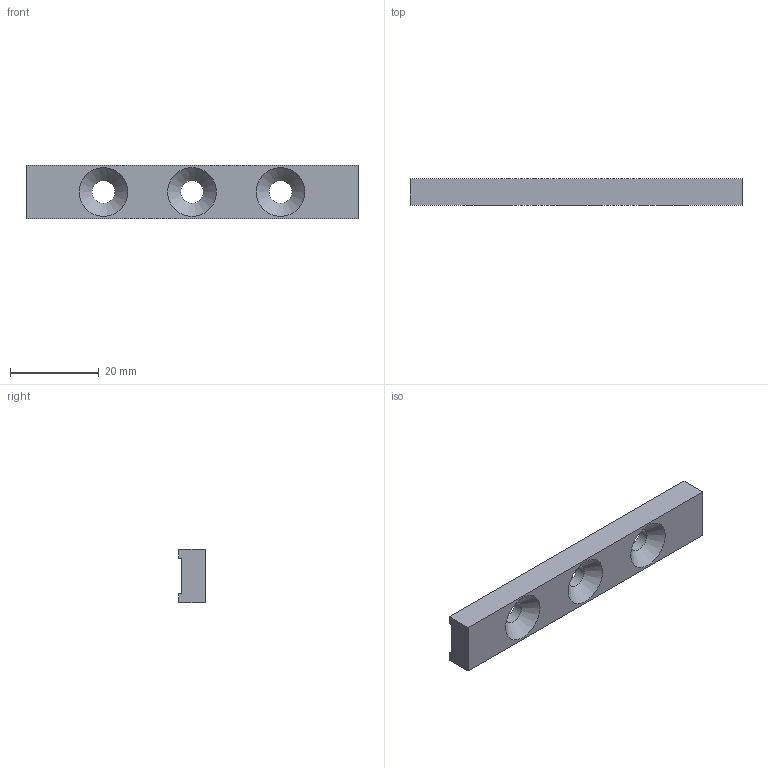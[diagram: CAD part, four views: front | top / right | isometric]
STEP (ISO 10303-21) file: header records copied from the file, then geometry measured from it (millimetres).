
FILE_DESCRIPTION(/* description */ (''),/* implementation_level */ '2;1');
FILE_NAME(/* name */ 'Small Clamp.stp',/* time_stamp */ '2018-04-24T03:35:14-07:00',/* author */ ('IEUser'),/* organization */ (''),/* preprocessor_version */ 'ST-DEVELOPER v17',/* originating_system */ 'Autodesk Inventor 2019',/* authorisation */ '');
FILE_SCHEMA (('AUTOMOTIVE_DESIGN { 1 0 10303 214 3 1 1 }'));
Length unit declared in the file: millimetre
Products named in the file (1): LR Small Clamp
Bounding box: 75 x 6 x 12 mm (x, y, z)
Volume: 4359.6 mm3; surface area: 3019.7 mm2
Topology: 1 solids, 1 shells, 16 faces, 45 edges, 31 vertices
Faces by surface type: plane 10, cone 3, cylinder 3
Full cylindrical faces by diameter (mm): 5.2 x3
Entity records: 579 total; most frequent: DIRECTION 94, CARTESIAN_POINT 93, ORIENTED_EDGE 90, EDGE_CURVE 45, AXIS2_PLACEMENT_3D 32, VERTEX_POINT 31, LINE 30, VECTOR 30
